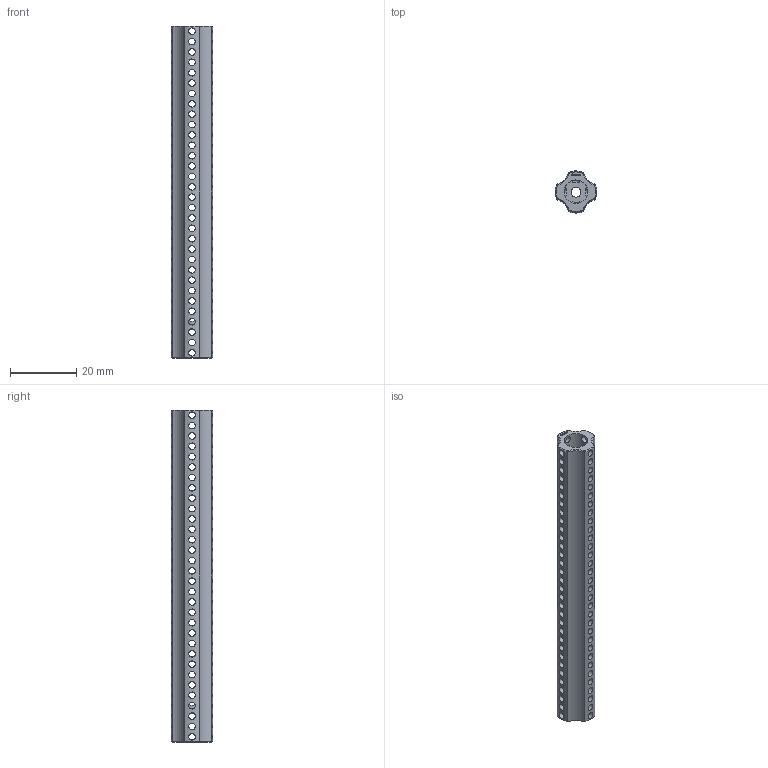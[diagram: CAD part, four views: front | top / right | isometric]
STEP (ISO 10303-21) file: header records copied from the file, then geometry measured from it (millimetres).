
FILE_DESCRIPTION(('FreeCAD Model'),'2;1');
FILE_NAME('Open CASCADE Shape Model','2024-02-18T14:57:45',(''),(''), 'Open CASCADE STEP processor 7.6','FreeCAD','Unknown');
FILE_SCHEMA(('AUTOMOTIVE_DESIGN { 1 0 10303 214 1 1 1 1 }'));
Length unit declared in the file: millimetre
Products named in the file (1): Power-Transmission Hub PLN IDX FRE TTMotor BU08.00 - SPN-PTH-0267 
(stemfie.org)
Bounding box: 12.5 x 12.5 x 100 mm (x, y, z)
Volume: 5682.2 mm3; surface area: 7773.7 mm2
Topology: 1 solids, 1 shells, 625 faces, 1939 edges, 1308 vertices
Faces by surface type: plane 315, cylinder 148, extrusion 140, cone 22
Full cylindrical faces by diameter (mm): 2 x128, 3 x1, 7.1 x1
Entity records: 87181 total; most frequent: CARTESIAN_POINT 51584, DIRECTION 5191, VECTOR 3995, ORIENTED_EDGE 3878, PCURVE 3878, DEFINITIONAL_REPRESENTATION 3878, LINE 3855, B_SPLINE_CURVE_WITH_KNOTS 1964
